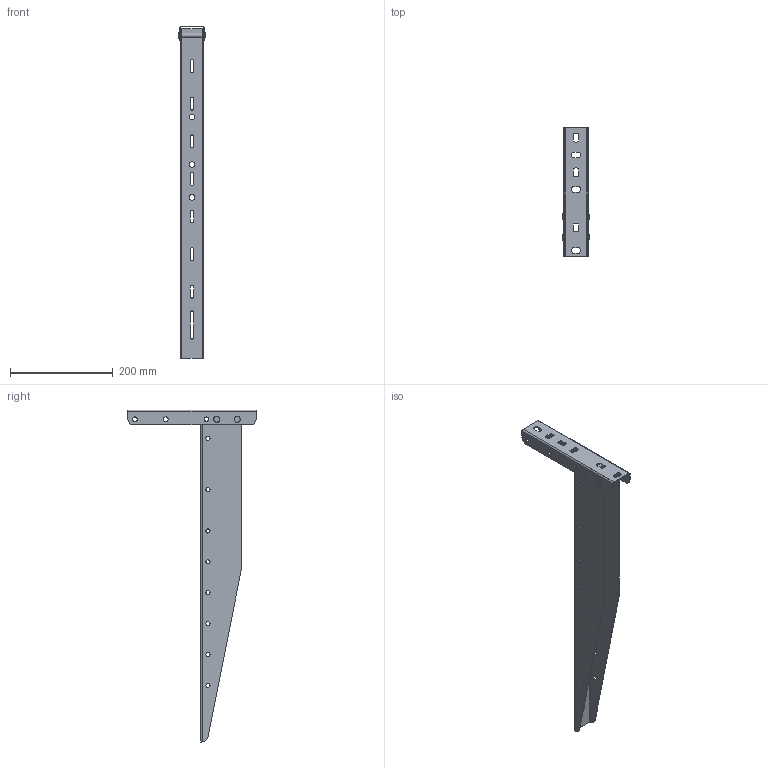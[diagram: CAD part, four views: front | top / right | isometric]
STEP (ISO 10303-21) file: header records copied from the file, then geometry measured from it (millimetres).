
FILE_DESCRIPTION (( 'STEP AP203' ), '1' );
FILE_NAME ('Êîíñîëü BBL-55_BBL5560.STEP', '2012-11-22T08:46:12', ( 'Àñååâ' ), ( '' ), 'SwSTEP 2.0', 'SolidWorks 2012', '' );
FILE_SCHEMA (( 'CONFIG_CONTROL_DESIGN' ));
Length unit declared in the file: millimetre
Products named in the file (1): Êîíñîëü BBL-55_BBL5560
Bounding box: 51 x 250 x 645 mm (x, y, z)
Volume: 192621.6 mm3; surface area: 251822.1 mm2
Topology: 1 solids, 5 shells, 179 faces, 460 edges, 297 vertices
Faces by surface type: cylinder 87, plane 80, torus 10, bspline 2
Full cylindrical faces by diameter (mm): 5.2 x2, 8 x24, 9 x10, 11 x3, 12 x4
Entity records: 5323 total; most frequent: DIRECTION 924, CARTESIAN_POINT 890, ORIENTED_EDGE 780, EDGE_CURVE 390, AXIS2_PLACEMENT_3D 362, EDGE_LOOP 330, VERTEX_POINT 280, FACE_OUTER_BOUND 232
